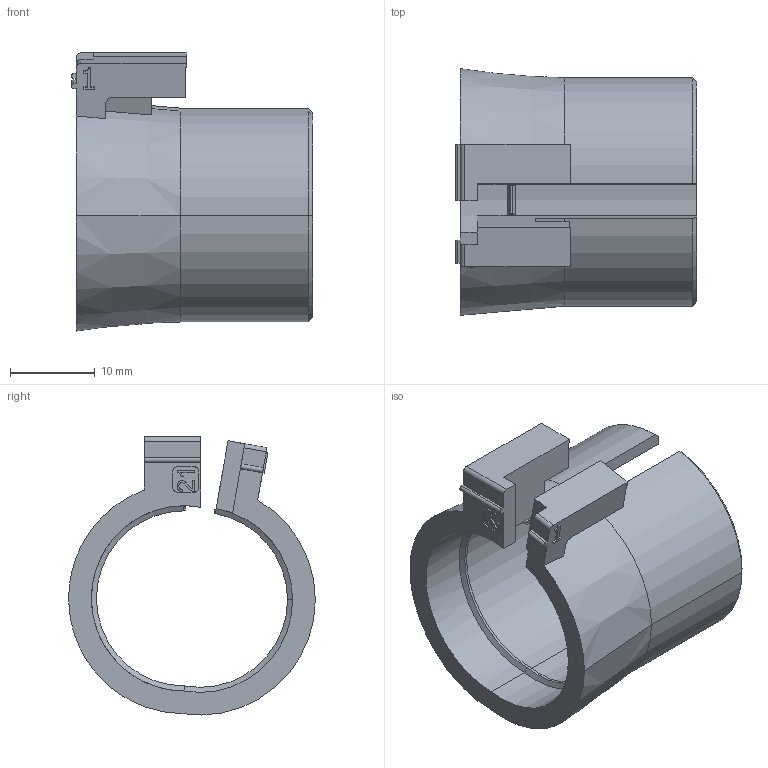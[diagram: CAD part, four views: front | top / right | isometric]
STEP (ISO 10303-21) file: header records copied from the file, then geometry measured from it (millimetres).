
FILE_DESCRIPTION (( 'STEP AP203' ), '1' );
FILE_NAME ('568373.step', '2019-11-21T17:33:16', ( '' ), ( '' ), 'SwSTEP 2.0', 'SolidWorks 2019', '' );
FILE_SCHEMA (( 'CONFIG_CONTROL_DESIGN' ));
Length unit declared in the file: inch
Products named in the file (1): 568373
Bounding box: 28.4 x 29.03 x 32.73 mm (x, y, z)
Volume: 4408.6 mm3; surface area: 5119.4 mm2
Topology: 1 solids, 1 shells, 120 faces, 322 edges, 208 vertices
Faces by surface type: plane 70, cylinder 27, cone 12, bspline 11
Entity records: 4150 total; most frequent: CARTESIAN_POINT 1219, ORIENTED_EDGE 644, DIRECTION 504, EDGE_CURVE 322, VECTOR 220, LINE 220, VERTEX_POINT 208, AXIS2_PLACEMENT_3D 142
